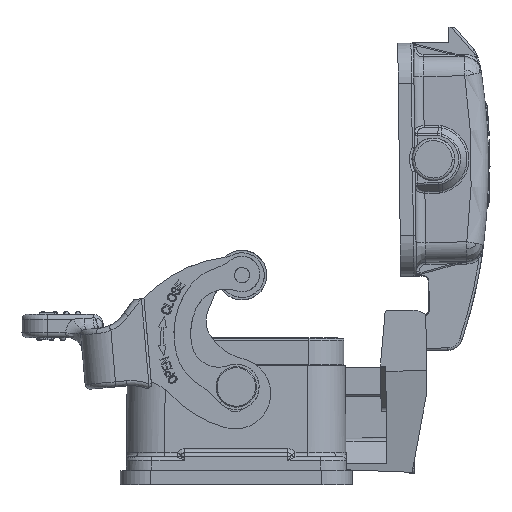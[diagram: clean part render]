
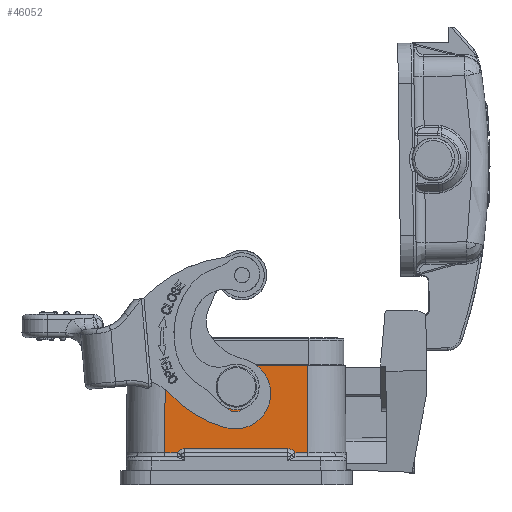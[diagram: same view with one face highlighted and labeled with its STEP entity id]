
A CAD part, left-side view. The second image highlights one B-rep face of the part: STEP entity #46052.
In plain terms, the highlighted planar face has unit normal (-1, 0, 0.009).
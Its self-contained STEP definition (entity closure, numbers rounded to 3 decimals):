
#9614=CARTESIAN_POINT('',(11.,64.266,-67.099));
#9616=CARTESIAN_POINT('',(10.85,64.416,-84.306));
#9628=DIRECTION('',(0.009,-0.009,1.));
#9629=VECTOR('',#9628,17.208);
#9630=CARTESIAN_POINT('',(10.85,64.416,-84.306));
#9631=LINE('',#9630,#9629);
#9632=DIRECTION('',(0.,-1.,0.));
#9633=VECTOR('',#9632,28.);
#9634=CARTESIAN_POINT('',(11.,64.266,-67.099));
#9635=LINE('',#9634,#9633);
#9636=DIRECTION('',(-0.009,-0.009,-1.));
#9637=VECTOR('',#9636,17.208);
#9638=CARTESIAN_POINT('',(11.,36.266,-67.099));
#9639=LINE('',#9638,#9637);
#9640=CARTESIAN_POINT('',(10.85,38.68,-84.306));
#9641=CARTESIAN_POINT('',(10.851,38.752,-84.183));
#9642=CARTESIAN_POINT('',(10.853,38.921,-83.963));
#9643=CARTESIAN_POINT('',(10.855,39.257,-83.704));
#9644=CARTESIAN_POINT('',(10.856,39.648,-83.542));
#9645=CARTESIAN_POINT('',(10.857,39.923,-83.507));
#9646=CARTESIAN_POINT('',(10.857,40.066,-83.506));
#9648=CARTESIAN_POINT('',(10.857,60.466,-83.506));
#9649=CARTESIAN_POINT('',(10.857,60.609,-83.507));
#9650=CARTESIAN_POINT('',(10.856,60.883,-83.542));
#9651=CARTESIAN_POINT('',(10.855,61.275,-83.704));
#9652=CARTESIAN_POINT('',(10.853,61.611,-83.963));
#9653=CARTESIAN_POINT('',(10.851,61.78,-84.183));
#9654=CARTESIAN_POINT('',(10.85,61.852,-84.306));
#9656=CARTESIAN_POINT('',(10.976,50.394,-69.83));
#9657=CARTESIAN_POINT('',(10.976,50.568,-69.845));
#9658=CARTESIAN_POINT('',(10.975,50.936,-69.94));
#9659=CARTESIAN_POINT('',(10.972,51.43,-70.322));
#9660=CARTESIAN_POINT('',(10.967,51.72,-70.878));
#9661=CARTESIAN_POINT('',(10.962,51.767,-71.43));
#9662=CARTESIAN_POINT('',(10.958,51.625,-71.966));
#9663=CARTESIAN_POINT('',(10.953,51.242,-72.464));
#9664=CARTESIAN_POINT('',(10.951,50.69,-72.753));
#9665=CARTESIAN_POINT('',(10.95,50.31,-72.783));
#9666=CARTESIAN_POINT('',(10.951,50.137,-72.768));
#9668=CARTESIAN_POINT('',(10.951,50.137,-72.768));
#9669=CARTESIAN_POINT('',(10.951,49.964,-72.753));
#9670=CARTESIAN_POINT('',(10.951,49.596,-72.657));
#9671=CARTESIAN_POINT('',(10.955,49.102,-72.276));
#9672=CARTESIAN_POINT('',(10.96,48.812,-71.719));
#9673=CARTESIAN_POINT('',(10.964,48.765,-71.168));
#9674=CARTESIAN_POINT('',(10.969,48.907,-70.632));
#9675=CARTESIAN_POINT('',(10.974,49.29,-70.134));
#9676=CARTESIAN_POINT('',(10.976,49.842,-69.845));
#9677=CARTESIAN_POINT('',(10.976,50.221,-69.814));
#9678=CARTESIAN_POINT('',(10.976,50.394,-69.83));
#9680=DIRECTION('',(0.,-1.,0.));
#9681=VECTOR('',#9680,2.565);
#9682=CARTESIAN_POINT('',(10.85,64.416,-84.306));
#9683=LINE('',#9682,#9681);
#9857=DIRECTION('',(0.,-1.,0.));
#9858=VECTOR('',#9857,20.4);
#9859=CARTESIAN_POINT('',(10.857,60.466,-83.506));
#9860=LINE('',#9859,#9858);
#9958=DIRECTION('',(0.,-1.,0.));
#9959=VECTOR('',#9958,2.565);
#9960=CARTESIAN_POINT('',(10.85,38.68,-84.306));
#9961=LINE('',#9960,#9959);
#24886=VERTEX_POINT('',#9614);
#24887=VERTEX_POINT('',#9616);
#24889=CARTESIAN_POINT('',(11.,36.266,
-67.099));
#24890=VERTEX_POINT('',#24889);
#24891=CARTESIAN_POINT('',(10.85,36.115,
-84.306));
#24892=VERTEX_POINT('',#24891);
#24893=VERTEX_POINT('',#9640);
#24894=VERTEX_POINT('',#9646);
#24895=VERTEX_POINT('',#9648);
#24896=VERTEX_POINT('',#9654);
#29263=VERTEX_POINT('',#9656);
#29264=VERTEX_POINT('',#9666);
#46025=CARTESIAN_POINT('',(10.925,50.266,
-75.702));
#46026=DIRECTION('',(1.,0.,-0.009));
#46027=DIRECTION('',(0.009,0.,1.));
#46028=AXIS2_PLACEMENT_3D('',#46025,#46026,#46027);
#46029=PLANE('',#46028);
#46031=ORIENTED_EDGE('',*,*,#46030,.F.);
#46032=ORIENTED_EDGE('',*,*,#46016,.T.);
#46033=ORIENTED_EDGE('',*,*,#45890,.T.);
#46035=ORIENTED_EDGE('',*,*,#46034,.T.);
#46037=ORIENTED_EDGE('',*,*,#46036,.F.);
#46039=ORIENTED_EDGE('',*,*,#46038,.T.);
#46041=ORIENTED_EDGE('',*,*,#46040,.F.);
#46043=ORIENTED_EDGE('',*,*,#46042,.T.);
#46044=EDGE_LOOP('',(#46031,#46032,#46033,#46035,#46037,#46039,#46041,#46043));
#46045=FACE_OUTER_BOUND('',#46044,.F.);
#46047=ORIENTED_EDGE('',*,*,#46046,.T.);
#46049=ORIENTED_EDGE('',*,*,#46048,.T.);
#46050=EDGE_LOOP('',(#46047,#46049));
#46051=FACE_BOUND('',#46050,.F.);
#9647=B_SPLINE_CURVE_WITH_KNOTS('',3,(#9640,#9641,#9642,#9643,#9644,#9645,
#9646),.UNSPECIFIED.,.F.,.F.,(4,1,1,1,4),(0.,0.25,0.5,0.75,1.),
.UNSPECIFIED.);
#9655=B_SPLINE_CURVE_WITH_KNOTS('',3,(#9648,#9649,#9650,#9651,#9652,#9653,
#9654),.UNSPECIFIED.,.F.,.F.,(4,1,1,1,4),(0.,0.25,0.5,0.75,1.),
.UNSPECIFIED.);
#9667=B_SPLINE_CURVE_WITH_KNOTS('',3,(#9656,#9657,#9658,#9659,#9660,#9661,#9662,
#9663,#9664,#9665,#9666),.UNSPECIFIED.,.F.,.F.,(4,1,1,1,1,1,1,1,4),(0.,
0.125,0.25,0.375,0.5,0.625,0.75,0.875,1.),.UNSPECIFIED.);
#9679=B_SPLINE_CURVE_WITH_KNOTS('',3,(#9668,#9669,#9670,#9671,#9672,#9673,#9674,
#9675,#9676,#9677,#9678),.UNSPECIFIED.,.F.,.F.,(4,1,1,1,1,1,1,1,4),(0.,
0.125,0.25,0.375,0.5,0.625,0.75,0.875,1.),.UNSPECIFIED.);
#45890=EDGE_CURVE('',#24886,#24890,#9635,.T.);
#46016=EDGE_CURVE('',#24887,#24886,#9631,.T.);
#46030=EDGE_CURVE('',#24887,#24896,#9683,.T.);
#46034=EDGE_CURVE('',#24890,#24892,#9639,.T.);
#46036=EDGE_CURVE('',#24893,#24892,#9961,.T.);
#46038=EDGE_CURVE('',#24893,#24894,#9647,.T.);
#46040=EDGE_CURVE('',#24895,#24894,#9860,.T.);
#46042=EDGE_CURVE('',#24895,#24896,#9655,.T.);
#46046=EDGE_CURVE('',#29263,#29264,#9667,.T.);
#46048=EDGE_CURVE('',#29264,#29263,#9679,.T.);
#46052=ADVANCED_FACE('',(#46045,#46051),#46029,.F.);
